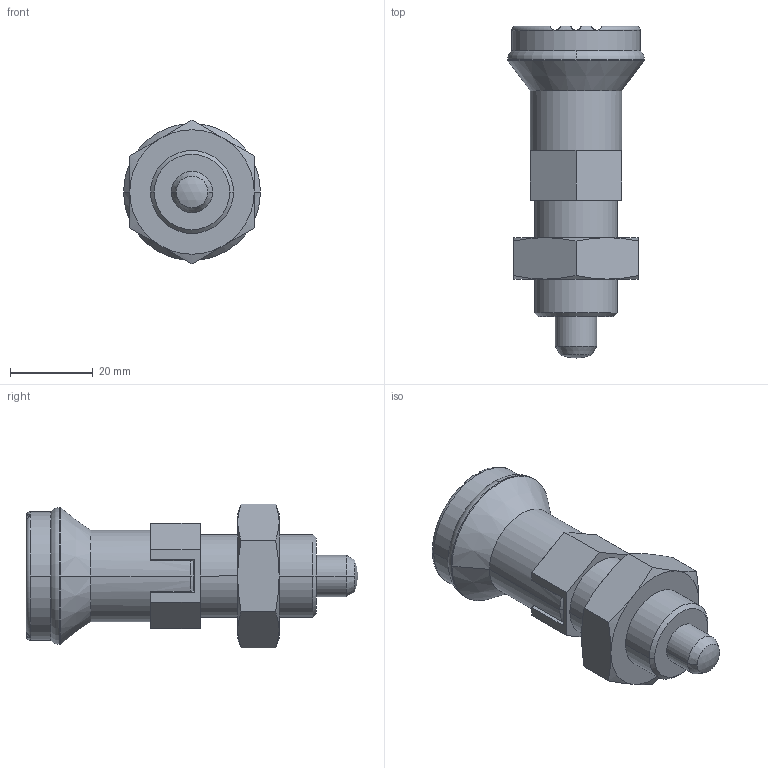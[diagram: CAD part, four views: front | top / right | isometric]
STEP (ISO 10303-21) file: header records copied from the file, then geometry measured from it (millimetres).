
FILE_DESCRIPTION( ( '' ), '1' );
FILE_NAME( 'K0339.04410_(D0).stp', '2012-10-30T12:06:28', ( '' ), ( '' ), ' ', ' ', ' ' );
FILE_SCHEMA( ( 'CONFIG_CONTROL_DESIGN' ) );
Length unit declared in the file: millimetre
Products named in the file (1): 1
Bounding box: 33 x 80 x 34.64 mm (x, y, z)
Volume: 35122.9 mm3; surface area: 8739.6 mm2
Topology: 1 solids, 2 shells, 89 faces, 211 edges, 130 vertices
Faces by surface type: plane 34, cylinder 28, cone 22, torus 4, sphere 1
Entity records: 2823 total; most frequent: CARTESIAN_POINT 747, DIRECTION 447, ORIENTED_EDGE 422, EDGE_CURVE 211, AXIS2_PLACEMENT_3D 186, VERTEX_POINT 130, CIRCLE 96, EDGE_LOOP 95
